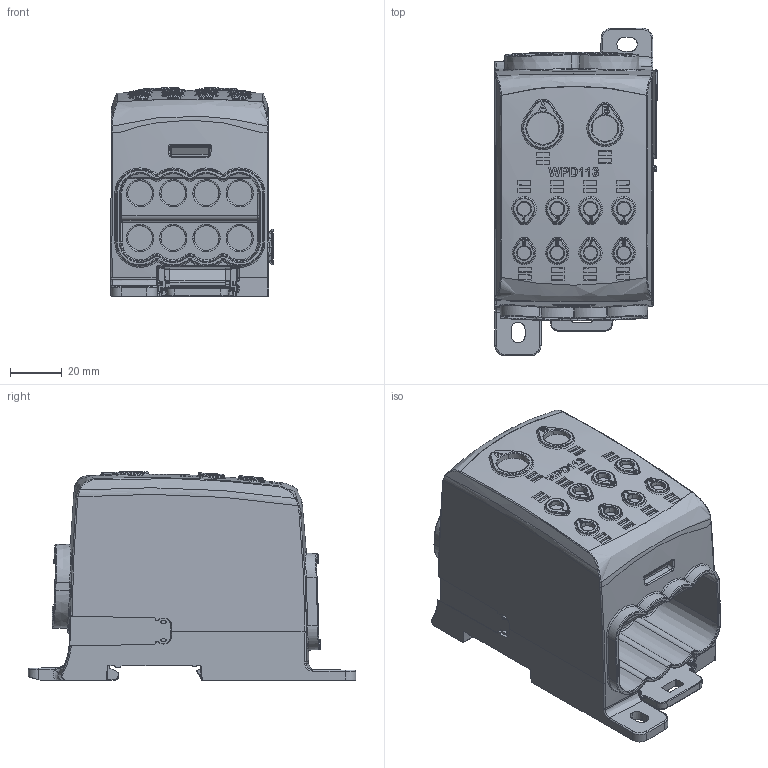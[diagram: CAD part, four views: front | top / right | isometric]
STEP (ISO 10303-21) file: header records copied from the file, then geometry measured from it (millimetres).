
FILE_DESCRIPTION(('CATIA V5 STEP Exchange','CAx-IF Rec.Pracs.--- Model Styling and Organization---1.5--- 2016-08-15','CAx-IF Rec.Pracs.---Supplemental Geometry---1.0---2011-11-01','CAx-IF Rec.Pracs.--- Composite Materials ---1.1---2010-07-15'),'2;1');
FILE_NAME ('1224903-1_0', '2025-09-19T08:51:27+00:00', ('none'), ('Weidmueller'), 'CATIA Version 5-6 Release 2024 SP4', 'CATIA V5 STEP AP214 v3', 'none');
FILE_SCHEMA(('AUTOMOTIVE_DESIGN { 1 0 10303 214 1 1 1 1 }'));
Products named in the file (1): 2730360000
Bounding box: 62.63 x 126.25 x 80.43 mm (x, y, z)
Volume: 312985.4 mm3; surface area: 75292.1 mm2
Topology: 2 solids, 4 shells, 3503 faces, 9613 edges, 6094 vertices
Faces by surface type: plane 1971, bspline 677, cylinder 475, sphere 200, cone 121, torus 49, extrusion 10
Entity records: 145978 total; most frequent: CARTESIAN_POINT 71565, ORIENTED_EDGE 18974, DIRECTION 9506, EDGE_CURVE 9487, VERTEX_POINT 6088, B_SPLINE_CURVE_WITH_KNOTS 4741, VECTOR 4154, LINE 4144
